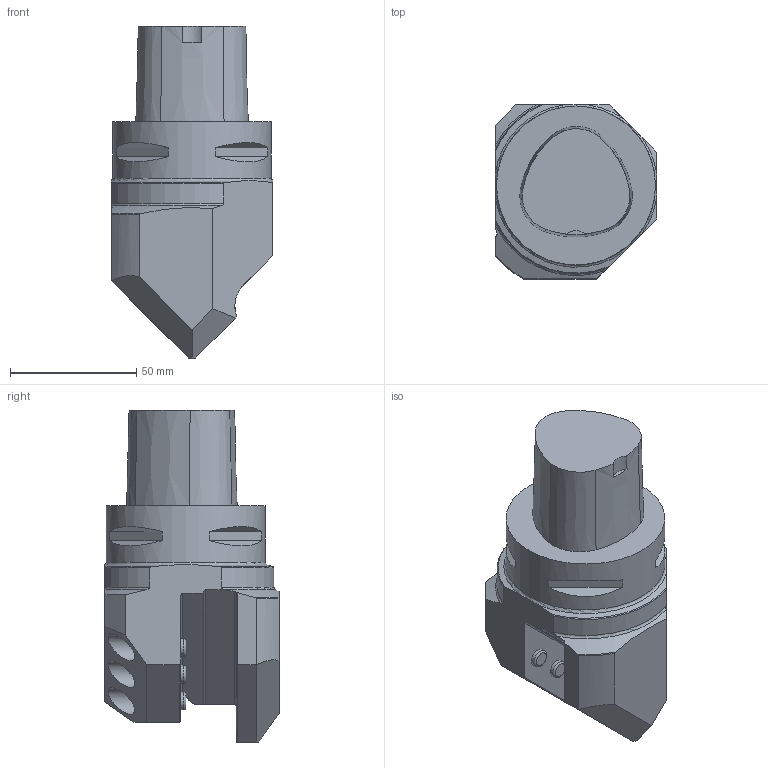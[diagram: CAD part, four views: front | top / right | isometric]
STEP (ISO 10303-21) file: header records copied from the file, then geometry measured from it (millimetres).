
FILE_DESCRIPTION(/* description */ (''),/* implementation_level */ '2;1');
FILE_NAME(/* name */ '1548232256209.stp',/* time_stamp */ '2019-01-23T14:01:12+06:00',/* author */ (''),/* organization */ ('SMS'),/* preprocessor_version */ 'ST-DEVELOPER v15',/* originating_system */ 'SIEMENS PLM Software NX 8.5',/* authorisation */ '');
FILE_SCHEMA (('AUTOMOTIVE_DESIGN { 1 0 10303 214 3 1 1 1 }'));
Length unit declared in the file: millimetre
Products named in the file (1): 112030483mod000_01
Bounding box: 64 x 69 x 131.59 mm (x, y, z)
Volume: 297288.3 mm3; surface area: 30672.8 mm2
Topology: 1 solids, 1 shells, 97 faces, 245 edges, 165 vertices
Faces by surface type: plane 55, cylinder 17, cone 15, torus 9, bspline 1
Full cylindrical faces by diameter (mm): 5 x1, 7 x3, 10.5 x3, 63 x1
Entity records: 3000 total; most frequent: CARTESIAN_POINT 716, DIRECTION 455, ORIENTED_EDGE 448, EDGE_CURVE 224, AXIS2_PLACEMENT_3D 172, VERTEX_POINT 154, EDGE_LOOP 122, LINE 111
